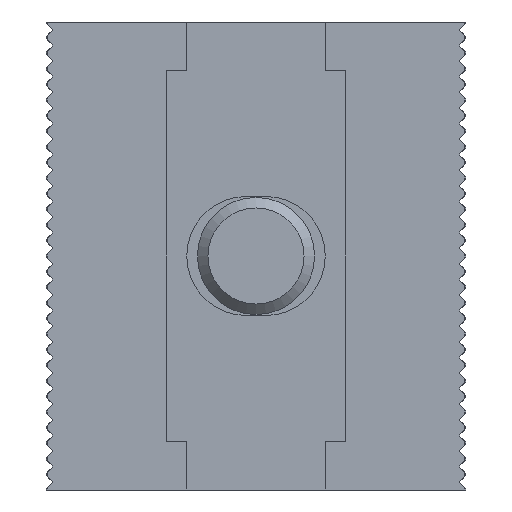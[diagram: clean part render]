
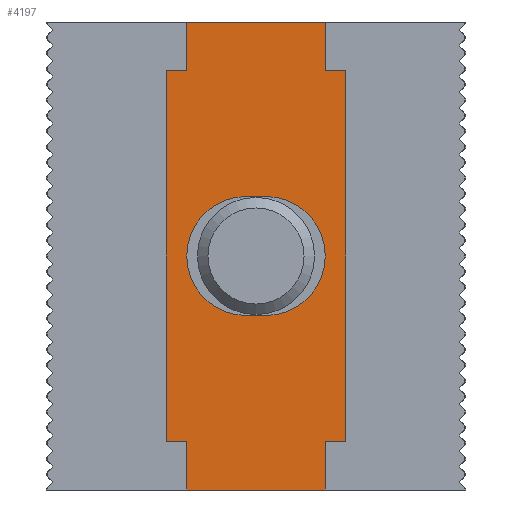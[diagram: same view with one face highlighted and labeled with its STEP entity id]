
A CAD part, front view. The second image highlights one B-rep face of the part: STEP entity #4197.
In plain terms, the highlighted planar face has unit normal (0, -1, 0).
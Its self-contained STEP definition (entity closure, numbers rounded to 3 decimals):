
#4197 = ADVANCED_FACE( '', ( #9141, #9142 ), #9143, .F. );
#9141 = FACE_BOUND( '', #14917, .T. );
#9142 = FACE_OUTER_BOUND( '', #14918, .T. );
#9143 = PLANE( '', #14919 );
#14917 = EDGE_LOOP( '', ( #28416, #28417, #28418, #28419 ) );
#14918 = EDGE_LOOP( '', ( #28420, #28421, #28422, #28423, #28424, #28425, #28426, #28427, #28428, #28429, #28430, #28431 ) );
#14919 = AXIS2_PLACEMENT_3D( '', #28432, #28433, #28434 );
#28416 = ORIENTED_EDGE( '', *, *, #38261, .T. );
#28417 = ORIENTED_EDGE( '', *, *, #41961, .T. );
#28418 = ORIENTED_EDGE( '', *, *, #37327, .T. );
#28419 = ORIENTED_EDGE( '', *, *, #41962, .T. );
#28420 = ORIENTED_EDGE( '', *, *, #41963, .T. );
#28421 = ORIENTED_EDGE( '', *, *, #38596, .F. );
#28422 = ORIENTED_EDGE( '', *, *, #37690, .T. );
#28423 = ORIENTED_EDGE( '', *, *, #40201, .T. );
#28424 = ORIENTED_EDGE( '', *, *, #41964, .T. );
#28425 = ORIENTED_EDGE( '', *, *, #40742, .F. );
#28426 = ORIENTED_EDGE( '', *, *, #40880, .F. );
#28427 = ORIENTED_EDGE( '', *, *, #37754, .F. );
#28428 = ORIENTED_EDGE( '', *, *, #37631, .F. );
#28429 = ORIENTED_EDGE( '', *, *, #41965, .T. );
#28430 = ORIENTED_EDGE( '', *, *, #40877, .F. );
#28431 = ORIENTED_EDGE( '', *, *, #38131, .T. );
#28432 = CARTESIAN_POINT( '', ( -12.563, 0., 24. ) );
#28433 = DIRECTION( '', ( 0., 1., 0. ) );
#28434 = DIRECTION( '', ( 0., 0., 1. ) );
#37327 = EDGE_CURVE( '', #45789, #45793, #45795, .T. );
#37631 = EDGE_CURVE( '', #46335, #46337, #46338, .T. );
#37690 = EDGE_CURVE( '', #46433, #46434, #46435, .T. );
#37754 = EDGE_CURVE( '', #46337, #46534, #46535, .T. );
#38131 = EDGE_CURVE( '', #47182, #47180, #47183, .T. );
#38261 = EDGE_CURVE( '', #47406, #47410, #47412, .T. );
#38596 = EDGE_CURVE( '', #46433, #47963, #47964, .T. );
#40201 = EDGE_CURVE( '', #46434, #50501, #50503, .T. );
#40742 = EDGE_CURVE( '', #51288, #51289, #51290, .T. );
#40877 = EDGE_CURVE( '', #47182, #51479, #51480, .T. );
#40880 = EDGE_CURVE( '', #46534, #51288, #51484, .T. );
#41961 = EDGE_CURVE( '', #47410, #45789, #52947, .T. );
#41962 = EDGE_CURVE( '', #45793, #47406, #52948, .T. );
#41963 = EDGE_CURVE( '', #47180, #47963, #52949, .T. );
#41964 = EDGE_CURVE( '', #50501, #51289, #52950, .T. );
#41965 = EDGE_CURVE( '', #46335, #51479, #52951, .T. );
#45789 = VERTEX_POINT( '', #58014 );
#45793 = VERTEX_POINT( '', #58020 );
#45795 = LINE( '', #58023, #58024 );
#46335 = VERTEX_POINT( '', #58829 );
#46337 = VERTEX_POINT( '', #58832 );
#46338 = LINE( '', #58833, #58834 );
#46433 = VERTEX_POINT( '', #58973 );
#46434 = VERTEX_POINT( '', #58974 );
#46435 = LINE( '', #58975, #58976 );
#46534 = VERTEX_POINT( '', #59123 );
#46535 = LINE( '', #59124, #59125 );
#47180 = VERTEX_POINT( '', #60088 );
#47182 = VERTEX_POINT( '', #60091 );
#47183 = LINE( '', #60092, #60093 );
#47406 = VERTEX_POINT( '', #60424 );
#47410 = VERTEX_POINT( '', #60430 );
#47412 = LINE( '', #60433, #60434 );
#47963 = VERTEX_POINT( '', #61248 );
#47964 = LINE( '', #61249, #61250 );
#50501 = VERTEX_POINT( '', #65081 );
#50503 = LINE( '', #65084, #65085 );
#51288 = VERTEX_POINT( '', #66291 );
#51289 = VERTEX_POINT( '', #66292 );
#51290 = LINE( '', #66293, #66294 );
#51479 = VERTEX_POINT( '', #66585 );
#51480 = LINE( '', #66586, #66587 );
#51484 = LINE( '', #66593, #66594 );
#52947 = CIRCLE( '', #68842, 6.1 );
#52948 = CIRCLE( '', #68843, 6.1 );
#52949 = LINE( '', #68844, #68845 );
#52950 = LINE( '', #68846, #68847 );
#52951 = LINE( '', #68848, #68849 );
#58014 = CARTESIAN_POINT( '', ( -1., 0., 6.1 ) );
#58020 = CARTESIAN_POINT( '', ( 1., 0., 6.1 ) );
#58023 = CARTESIAN_POINT( '', ( -1., 0., 6.1 ) );
#58024 = VECTOR( '', #72639, 1000. );
#58829 = CARTESIAN_POINT( '', ( -10.221, 0., 24. ) );
#58832 = CARTESIAN_POINT( '', ( 10.221, 0., 24. ) );
#58833 = CARTESIAN_POINT( '', ( -12.563, 0., 24. ) );
#58834 = VECTOR( '', #72909, 1000. );
#58973 = CARTESIAN_POINT( '', ( -10.221, 0., -24. ) );
#58974 = CARTESIAN_POINT( '', ( 10.221, 0., -24. ) );
#58975 = CARTESIAN_POINT( '', ( -12.563, 0., -24. ) );
#58976 = VECTOR( '', #72954, 1000. );
#59123 = CARTESIAN_POINT( '', ( 10.221, 0., 19. ) );
#59124 = CARTESIAN_POINT( '', ( 10.221, 0., 24. ) );
#59125 = VECTOR( '', #73003, 1000. );
#60088 = CARTESIAN_POINT( '', ( -12.563, 0., -19. ) );
#60091 = CARTESIAN_POINT( '', ( -12.563, 0., 19. ) );
#60092 = CARTESIAN_POINT( '', ( -12.563, 0., 24. ) );
#60093 = VECTOR( '', #73338, 1000. );
#60424 = CARTESIAN_POINT( '', ( 1., 0., -6.1 ) );
#60430 = CARTESIAN_POINT( '', ( -1., 0., -6.1 ) );
#60433 = CARTESIAN_POINT( '', ( 1., 0., -6.1 ) );
#60434 = VECTOR( '', #73450, 1000. );
#61248 = CARTESIAN_POINT( '', ( -10.221, 0., -19. ) );
#61249 = CARTESIAN_POINT( '', ( -10.221, 0., -24. ) );
#61250 = VECTOR( '', #73720, 1000. );
#65081 = CARTESIAN_POINT( '', ( 10.221, 0., -19. ) );
#65084 = CARTESIAN_POINT( '', ( 10.221, 0., -24. ) );
#65085 = VECTOR( '', #75034, 1000. );
#66291 = CARTESIAN_POINT( '', ( 12.563, 0., 19. ) );
#66292 = CARTESIAN_POINT( '', ( 12.563, 0., -19. ) );
#66293 = CARTESIAN_POINT( '', ( 12.563, 0., 24. ) );
#66294 = VECTOR( '', #75480, 1000. );
#66585 = CARTESIAN_POINT( '', ( -10.221, 0., 19. ) );
#66586 = CARTESIAN_POINT( '', ( -18.75, 0., 19. ) );
#66587 = VECTOR( '', #75583, 1000. );
#66593 = CARTESIAN_POINT( '', ( 10.221, 0., 19. ) );
#66594 = VECTOR( '', #75586, 1000. );
#68842 = AXIS2_PLACEMENT_3D( '', #76399, #76400, #76401 );
#68843 = AXIS2_PLACEMENT_3D( '', #76402, #76403, #76404 );
#68844 = CARTESIAN_POINT( '', ( -18.75, 0., -19. ) );
#68845 = VECTOR( '', #76405, 1000. );
#68846 = CARTESIAN_POINT( '', ( 10.221, 0., -19. ) );
#68847 = VECTOR( '', #76406, 1000. );
#68848 = CARTESIAN_POINT( '', ( -10.221, 0., 24. ) );
#68849 = VECTOR( '', #76407, 1000. );
#72639 = DIRECTION( '', ( 1., 0., 0. ) );
#72909 = DIRECTION( '', ( 1., 0., 0. ) );
#72954 = DIRECTION( '', ( 1., 0., 0. ) );
#73003 = DIRECTION( '', ( 0., 0., -1. ) );
#73338 = DIRECTION( '', ( 0., 0., -1. ) );
#73450 = DIRECTION( '', ( -1., 0., 0. ) );
#73720 = DIRECTION( '', ( 0., 0., 1. ) );
#75034 = DIRECTION( '', ( 0., 0., 1. ) );
#75480 = DIRECTION( '', ( 0., 0., -1. ) );
#75583 = DIRECTION( '', ( 1., 0., 0. ) );
#75586 = DIRECTION( '', ( 1., 0., 0. ) );
#76399 = CARTESIAN_POINT( '', ( -1., 0., 0. ) );
#76400 = DIRECTION( '', ( 0., 1., 0. ) );
#76401 = DIRECTION( '', ( 1., 0., 0. ) );
#76402 = CARTESIAN_POINT( '', ( 1., 0., 0. ) );
#76403 = DIRECTION( '', ( 0., 1., 0. ) );
#76404 = DIRECTION( '', ( 1., 0., 0. ) );
#76405 = DIRECTION( '', ( 1., 0., 0. ) );
#76406 = DIRECTION( '', ( 1., 0., 0. ) );
#76407 = DIRECTION( '', ( 0., 0., -1. ) );
